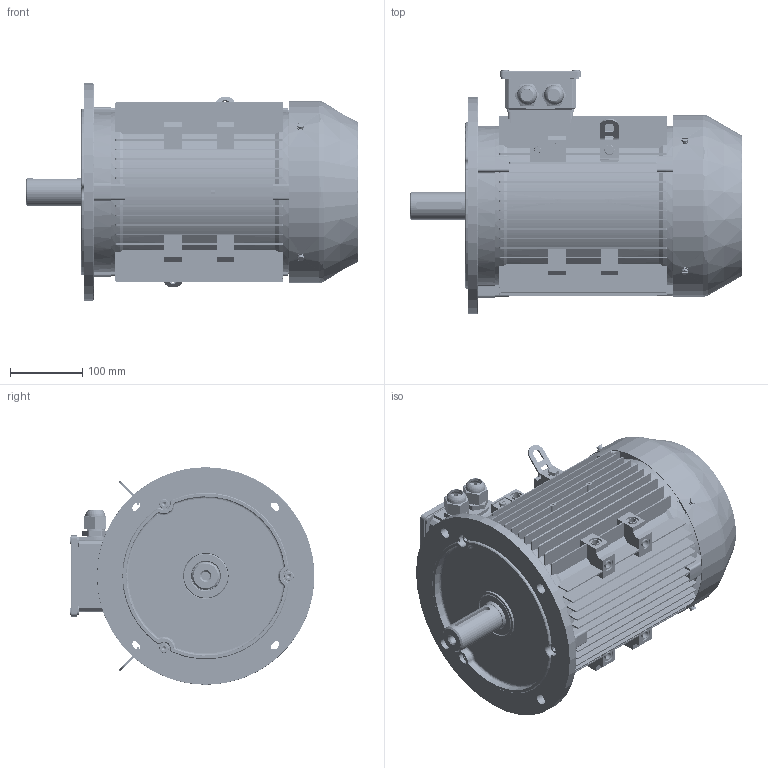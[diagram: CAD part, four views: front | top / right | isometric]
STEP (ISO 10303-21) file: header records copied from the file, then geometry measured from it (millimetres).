
FILE_DESCRIPTION (( 'STEP AP203' ), '1' );
FILE_NAME ('JL3-132S-B5.step', '2018-12-14T08:58:16', ( '' ), ( '' ), 'SwSTEP 2.0', 'SolidWorks 2018', '' );
FILE_SCHEMA (( 'CONFIG_CONTROL_DESIGN' ));
Length unit declared in the file: millimetre
Products named in the file (1): JL3-132S-B5
Bounding box: 458 x 337.82 x 300 mm (x, y, z)
Volume: 3445220.6 mm3; surface area: 1626473.1 mm2
Topology: 47 solids, 47 shells, 4784 faces, 13283 edges, 8733 vertices
Faces by surface type: plane 2112, cylinder 2079, bspline 284, cone 240, torus 69
Entity records: 205564 total; most frequent: CARTESIAN_POINT 83805, ORIENTED_EDGE 26538, DIRECTION 24029, EDGE_CURVE 13269, VERTEX_POINT 8729, AXIS2_PLACEMENT_3D 8392, LINE 7245, VECTOR 7245
